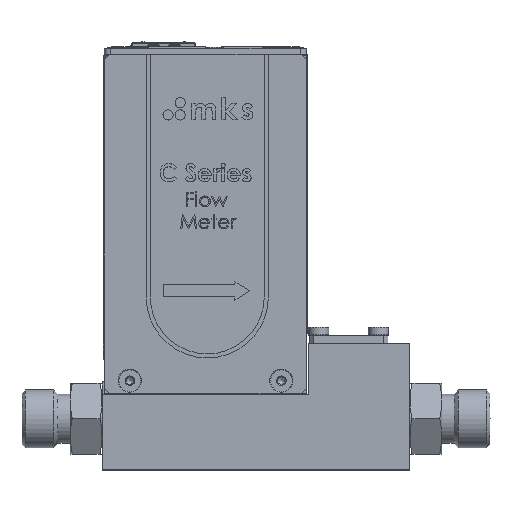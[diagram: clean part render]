
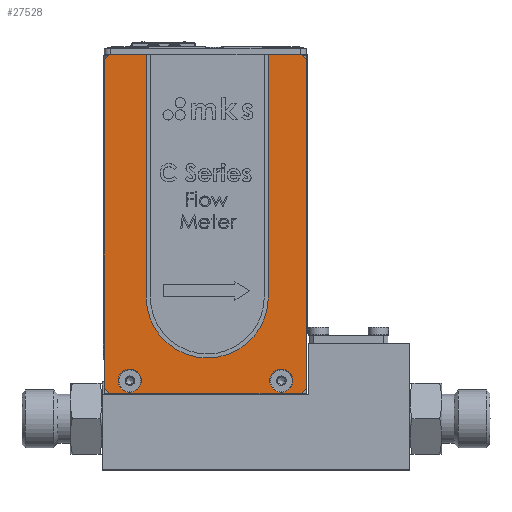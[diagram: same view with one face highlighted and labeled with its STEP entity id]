
A CAD part, top view. The second image highlights one B-rep face of the part: STEP entity #27528.
In plain terms, the highlighted planar face has unit normal (0, 0, 1).
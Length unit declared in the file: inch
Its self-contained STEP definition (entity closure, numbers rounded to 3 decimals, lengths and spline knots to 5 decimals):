
#44 = EDGE_CURVE ( 'NONE', #37024, #50695, #27479, .T. ) ;
#560 = DIRECTION ( 'NONE',  ( 1., 0., 0. ) ) ;
#647 = ORIENTED_EDGE ( 'NONE', *, *, #46230, .T. ) ;
#716 = VERTEX_POINT ( 'NONE', #38834 ) ;
#2268 = EDGE_CURVE ( 'NONE', #49990, #49990, #49935, .T. ) ;
#2370 = VERTEX_POINT ( 'NONE', #17892 ) ;
#2426 = ORIENTED_EDGE ( 'NONE', *, *, #26097, .F. ) ;
#2471 = VECTOR ( 'NONE', #36395, 39.37008 ) ;
#2912 = VECTOR ( 'NONE', #27789, 39.37008 ) ;
#3688 = CARTESIAN_POINT ( 'NONE',  ( 1.36847, -0.053, 0.498 ) ) ;
#3827 = CARTESIAN_POINT ( 'NONE',  ( -0.35653, 3.076, 0.498 ) ) ;
#3857 = VERTEX_POINT ( 'NONE', #36885 ) ;
#4172 = LINE ( 'NONE', #15415, #2912 ) ;
#4744 = DIRECTION ( 'NONE',  ( 0.707, 0.707, 0. ) ) ;
#5006 = VERTEX_POINT ( 'NONE', #13357 ) ;
#5605 = DIRECTION ( 'NONE',  ( 0.707, -0.707, 0. ) ) ;
#6023 = FACE_BOUND ( 'NONE', #31903, .T. ) ;
#6978 = VERTEX_POINT ( 'NONE', #35631 ) ;
#7431 = ORIENTED_EDGE ( 'NONE', *, *, #33710, .T. ) ;
#7810 = DIRECTION ( 'NONE',  ( 1., 0., 0. ) ) ;
#7930 = CARTESIAN_POINT ( 'NONE',  ( -0.30653, 3.126, 0.498 ) ) ;
#8071 = EDGE_CURVE ( 'NONE', #3857, #2370, #45247, .T. ) ;
#8173 = LINE ( 'NONE', #42410, #19060 ) ;
#8422 = VERTEX_POINT ( 'NONE', #3827 ) ;
#8949 = EDGE_CURVE ( 'NONE', #5006, #3857, #9606, .T. ) ;
#9192 = CARTESIAN_POINT ( 'NONE',  ( 1.56347, -0.179, 0.498 ) ) ;
#9606 = LINE ( 'NONE', #27917, #50600 ) ;
#9747 = AXIS2_PLACEMENT_3D ( 'NONE', #41906, #17326, #45966 ) ;
#10258 = AXIS2_PLACEMENT_3D ( 'NONE', #3688, #32310, #7810 ) ;
#10681 = ORIENTED_EDGE ( 'NONE', *, *, #44479, .T. ) ;
#11390 = EDGE_CURVE ( 'NONE', #32685, #32685, #21184, .T. ) ;
#12532 = PLANE ( 'NONE',  #44533 ) ;
#13357 = CARTESIAN_POINT ( 'NONE',  ( 1.61347, -0.129, 0.498 ) ) ;
#13417 = EDGE_LOOP ( 'NONE', ( #44637, #28530, #7431, #46527, #23419, #22347, #647, #10681 ) ) ;
#15038 = CARTESIAN_POINT ( 'NONE',  ( -0.30653, -0.179, 0.498 ) ) ;
#15415 = CARTESIAN_POINT ( 'NONE',  ( -0.35653, -0.179, 0.498 ) ) ;
#16573 = VECTOR ( 'NONE', #5605, 39.37008 ) ;
#16862 = FACE_BOUND ( 'NONE', #35124, .T. ) ;
#16997 = DIRECTION ( 'NONE',  ( 0., 0., 1. ) ) ;
#17326 = DIRECTION ( 'NONE',  ( 0., 0., 1. ) ) ;
#17628 = DIRECTION ( 'NONE',  ( 0., -1., 0. ) ) ;
#17892 = CARTESIAN_POINT ( 'NONE',  ( 1.56347, 3.126, 0.498 ) ) ;
#17942 = VECTOR ( 'NONE', #4744, 39.37008 ) ;
#19060 = VECTOR ( 'NONE', #17628, 39.37008 ) ;
#19127 = EDGE_LOOP ( 'NONE', ( #37659 ) ) ;
#19190 = LINE ( 'NONE', #9192, #17942 ) ;
#19396 = CARTESIAN_POINT ( 'NONE',  ( 0.00497, -0.053, 0.498 ) ) ;
#19731 = CARTESIAN_POINT ( 'NONE',  ( 1.15447, 3.001, 0.498 ) ) ;
#20936 = DIRECTION ( 'NONE',  ( 0., 0., -1. ) ) ;
#21115 = EDGE_CURVE ( 'NONE', #6978, #5006, #19190, .T. ) ;
#21184 = CIRCLE ( 'NONE', #24183, 0.086 ) ;
#21626 = DIRECTION ( 'NONE',  ( -0.707, 0.707, 0. ) ) ;
#22347 = ORIENTED_EDGE ( 'NONE', *, *, #8071, .T. ) ;
#23419 = ORIENTED_EDGE ( 'NONE', *, *, #8949, .T. ) ;
#23481 = VECTOR ( 'NONE', #21626, 39.37008 ) ;
#24183 = AXIS2_PLACEMENT_3D ( 'NONE', #49556, #25054, #560 ) ;
#25054 = DIRECTION ( 'NONE',  ( 0., 0., 1. ) ) ;
#26097 = EDGE_CURVE ( 'NONE', #35870, #35870, #36938, .T. ) ;
#26915 = VERTEX_POINT ( 'NONE', #42311 ) ;
#27039 = LINE ( 'NONE', #38114, #36620 ) ;
#27479 = LINE ( 'NONE', #27893, #16573 ) ;
#27528 = ADVANCED_FACE ( 'NONE', ( #49524, #29039, #16862, #6023, #27749 ), #12532, .F. ) ;
#27749 = FACE_OUTER_BOUND ( 'NONE', #13417, .T. ) ;
#27789 = DIRECTION ( 'NONE',  ( 1., 0., 0. ) ) ;
#27893 = CARTESIAN_POINT ( 'NONE',  ( -0.35653, -0.129, 0.498 ) ) ;
#27917 = CARTESIAN_POINT ( 'NONE',  ( 1.61347, -0.179, 0.498 ) ) ;
#28530 = ORIENTED_EDGE ( 'NONE', *, *, #44, .T. ) ;
#29039 = FACE_BOUND ( 'NONE', #19127, .T. ) ;
#31855 = ORIENTED_EDGE ( 'NONE', *, *, #11390, .F. ) ;
#31903 = EDGE_LOOP ( 'NONE', ( #2426 ) ) ;
#32050 = DIRECTION ( 'NONE',  ( 0., 1., 0. ) ) ;
#32310 = DIRECTION ( 'NONE',  ( 0., 0., 1. ) ) ;
#32685 = VERTEX_POINT ( 'NONE', #19731 ) ;
#33710 = EDGE_CURVE ( 'NONE', #50695, #6978, #4172, .T. ) ;
#33839 = LINE ( 'NONE', #7930, #2471 ) ;
#35124 = EDGE_LOOP ( 'NONE', ( #41511 ) ) ;
#35631 = CARTESIAN_POINT ( 'NONE',  ( 1.56347, -0.179, 0.498 ) ) ;
#35870 = VERTEX_POINT ( 'NONE', #49949 ) ;
#36395 = DIRECTION ( 'NONE',  ( -0.707, -0.707, 0. ) ) ;
#36620 = VECTOR ( 'NONE', #46483, 39.37008 ) ;
#36885 = CARTESIAN_POINT ( 'NONE',  ( 1.61347, 3.076, 0.498 ) ) ;
#36938 = CIRCLE ( 'NONE', #10258, 0.1125 ) ;
#37024 = VERTEX_POINT ( 'NONE', #45736 ) ;
#37659 = ORIENTED_EDGE ( 'NONE', *, *, #49897, .F. ) ;
#38114 = CARTESIAN_POINT ( 'NONE',  ( -0.35653, 3.126, 0.498 ) ) ;
#38834 = CARTESIAN_POINT ( 'NONE',  ( -0.30653, 3.126, 0.498 ) ) ;
#41511 = ORIENTED_EDGE ( 'NONE', *, *, #2268, .F. ) ;
#41560 = CARTESIAN_POINT ( 'NONE',  ( -0.10753, -0.053, 0.498 ) ) ;
#41906 = CARTESIAN_POINT ( 'NONE',  ( 0.86847, 3.001, 0.498 ) ) ;
#42311 = CARTESIAN_POINT ( 'NONE',  ( 0.95447, 3.001, 0.498 ) ) ;
#42410 = CARTESIAN_POINT ( 'NONE',  ( -0.35653, -0.179, 0.498 ) ) ;
#44159 = EDGE_CURVE ( 'NONE', #8422, #37024, #8173, .T. ) ;
#44336 = EDGE_LOOP ( 'NONE', ( #31855 ) ) ;
#44455 = CIRCLE ( 'NONE', #9747, 0.086 ) ;
#44479 = EDGE_CURVE ( 'NONE', #716, #8422, #33839, .T. ) ;
#44533 = AXIS2_PLACEMENT_3D ( 'NONE', #45492, #20936, #49602 ) ;
#44637 = ORIENTED_EDGE ( 'NONE', *, *, #44159, .T. ) ;
#45247 = LINE ( 'NONE', #50257, #23481 ) ;
#45492 = CARTESIAN_POINT ( 'NONE',  ( -0.35653, -0.179, 0.498 ) ) ;
#45646 = DIRECTION ( 'NONE',  ( 1., 0., 0. ) ) ;
#45736 = CARTESIAN_POINT ( 'NONE',  ( -0.35653, -0.129, 0.498 ) ) ;
#45966 = DIRECTION ( 'NONE',  ( 1., 0., 0. ) ) ;
#46230 = EDGE_CURVE ( 'NONE', #2370, #716, #27039, .T. ) ;
#46483 = DIRECTION ( 'NONE',  ( -1., 0., 0. ) ) ;
#46527 = ORIENTED_EDGE ( 'NONE', *, *, #21115, .T. ) ;
#49524 = FACE_BOUND ( 'NONE', #44336, .T. ) ;
#49556 = CARTESIAN_POINT ( 'NONE',  ( 1.06847, 3.001, 0.498 ) ) ;
#49602 = DIRECTION ( 'NONE',  ( -1., 0., 0. ) ) ;
#49897 = EDGE_CURVE ( 'NONE', #26915, #26915, #44455, .T. ) ;
#49935 = CIRCLE ( 'NONE', #50023, 0.1125 ) ;
#49949 = CARTESIAN_POINT ( 'NONE',  ( 1.48097, -0.053, 0.498 ) ) ;
#49990 = VERTEX_POINT ( 'NONE', #19396 ) ;
#50023 = AXIS2_PLACEMENT_3D ( 'NONE', #41560, #16997, #45646 ) ;
#50257 = CARTESIAN_POINT ( 'NONE',  ( 1.61347, 3.076, 0.498 ) ) ;
#50600 = VECTOR ( 'NONE', #32050, 39.37008 ) ;
#50695 = VERTEX_POINT ( 'NONE', #15038 ) ;
